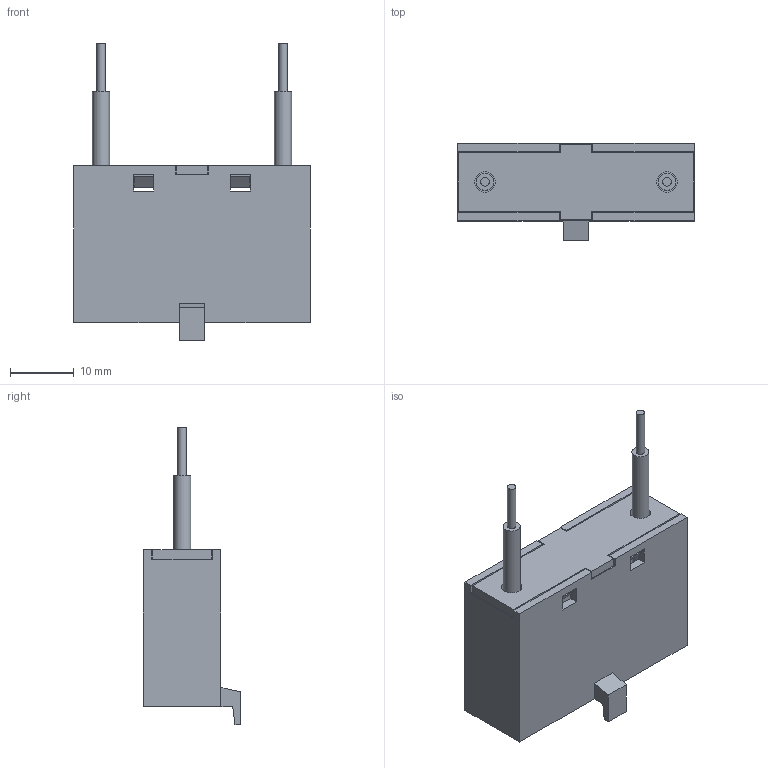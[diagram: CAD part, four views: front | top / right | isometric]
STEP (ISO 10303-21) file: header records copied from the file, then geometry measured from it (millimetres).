
FILE_DESCRIPTION((''),'2;1');
FILE_NAME('12C90087H01 - RC Surge.stp','2015-05-26T11:18:54',('rshanor'),(''),'Autodesk Inventor 2013','Autodesk Inventor 2013','');
FILE_SCHEMA(('AUTOMOTIVE_DESIGN { 1 2 10303 214 0 1 1 1 }'));
Length unit declared in the file: inch
Products named in the file (1): 12C90087H01
Bounding box: 37.3 x 15.3 x 46.9 mm (x, y, z)
Volume: 4486.4 mm3; surface area: 7224.4 mm2
Topology: 1 solids, 1 shells, 113 faces, 325 edges, 213 vertices
Faces by surface type: plane 101, cylinder 12
Full cylindrical faces by diameter (mm): 1.35 x4, 2.7 x2, 3.25 x2
Entity records: 3791 total; most frequent: CARTESIAN_POINT 642, ORIENTED_EDGE 632, DIRECTION 568, EDGE_CURVE 316, VECTOR 292, LINE 292, VERTEX_POINT 212, AXIS2_PLACEMENT_3D 138
